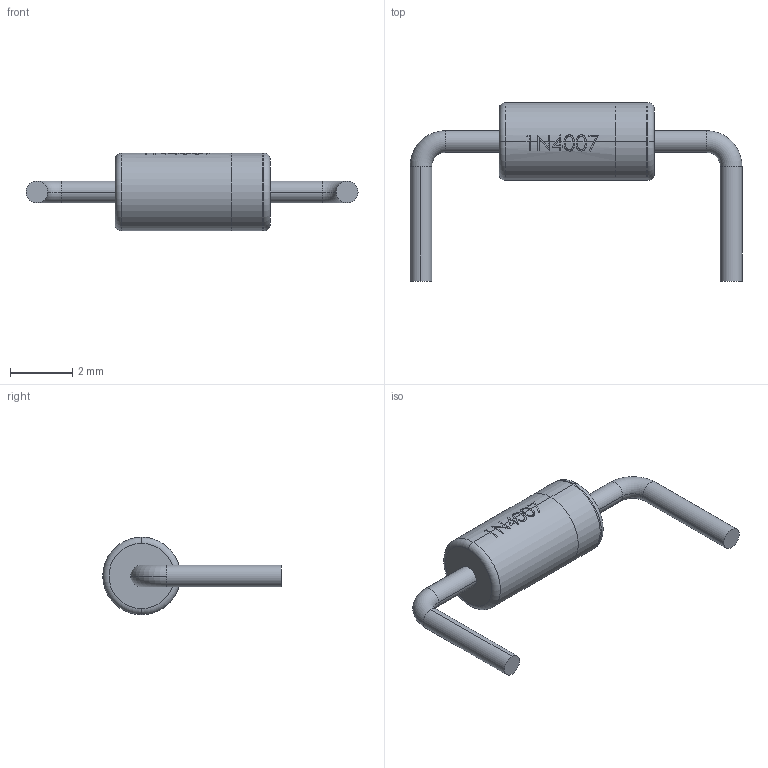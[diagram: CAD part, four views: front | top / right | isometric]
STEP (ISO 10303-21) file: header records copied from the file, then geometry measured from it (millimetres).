
FILE_DESCRIPTION (( 'STEP AP214' ), '1' );
FILE_NAME ('1N4007P10.STEP', '2020-04-16T04:59:03', ( '' ), ( '' ), 'SwSTEP 2.0', 'SolidWorks 2018', '' );
FILE_SCHEMA (( 'AUTOMOTIVE_DESIGN' ));
Length unit declared in the file: millimetre
Products named in the file (3): Part1; Lead3; 1N4007P10
Assembly tree (2 placements, depth 2):
  1N4007P10
    Part1
    Lead3
Bounding box: 10.7 x 5.75 x 2.5 mm (x, y, z)
Volume: 29.5 mm3; surface area: 99 mm2
Topology: 2 solids, 2 shells, 48 faces, 149 edges, 105 vertices
Faces by surface type: cylinder 36, torus 8, plane 4
Entity records: 2193 total; most frequent: CARTESIAN_POINT 583, ORIENTED_EDGE 298, DIRECTION 273, EDGE_CURVE 149, AXIS2_PLACEMENT_3D 111, VERTEX_POINT 105, CIRCLE 58, VECTOR 51
